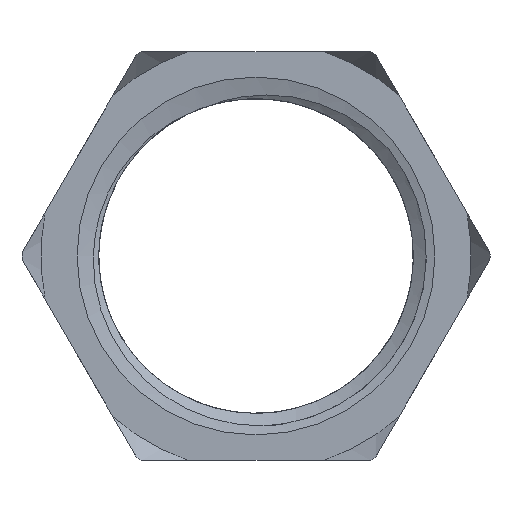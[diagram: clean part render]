
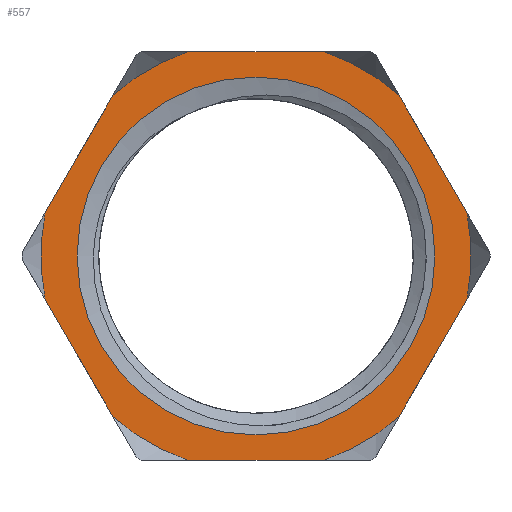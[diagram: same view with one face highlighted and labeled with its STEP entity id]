
A CAD part, left-side view. The second image highlights one B-rep face of the part: STEP entity #557.
In plain terms, the highlighted planar face has unit normal (-1, 0, 0).
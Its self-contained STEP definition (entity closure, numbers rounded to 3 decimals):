
#16=LINE('',#1331,#34);
#19=LINE('',#1354,#37);
#22=LINE('',#1377,#40);
#25=LINE('',#1400,#43);
#28=LINE('',#1423,#46);
#31=LINE('',#1446,#49);
#34=VECTOR('',#658,10.);
#37=VECTOR('',#663,10.);
#40=VECTOR('',#668,10.);
#43=VECTOR('',#673,10.);
#46=VECTOR('',#678,10.);
#49=VECTOR('',#683,10.);
#82=PLANE('',#626);
#96=FACE_BOUND('',#165,.T.);
#128=FACE_OUTER_BOUND('',#164,.T.);
#164=EDGE_LOOP('',(#494,#495,#496,#497,#498,#499,#500,#501,#502,#503,#504,
#505));
#165=EDGE_LOOP('',(#506));
#169=CIRCLE('',#570,10.511);
#189=CIRCLE('',#611,12.65);
#190=CIRCLE('',#613,12.65);
#191=CIRCLE('',#615,12.65);
#192=CIRCLE('',#617,12.65);
#193=CIRCLE('',#619,12.65);
#197=CIRCLE('',#627,12.65);
#212=VERTEX_POINT('',#810);
#223=VERTEX_POINT('',#1326);
#224=VERTEX_POINT('',#1330);
#230=VERTEX_POINT('',#1349);
#231=VERTEX_POINT('',#1353);
#237=VERTEX_POINT('',#1372);
#238=VERTEX_POINT('',#1376);
#244=VERTEX_POINT('',#1395);
#245=VERTEX_POINT('',#1399);
#251=VERTEX_POINT('',#1418);
#252=VERTEX_POINT('',#1422);
#258=VERTEX_POINT('',#1441);
#259=VERTEX_POINT('',#1445);
#266=EDGE_CURVE('',#212,#212,#169,.T.);
#282=EDGE_CURVE('',#224,#223,#16,.T.);
#289=EDGE_CURVE('',#231,#230,#19,.T.);
#296=EDGE_CURVE('',#238,#237,#22,.T.);
#303=EDGE_CURVE('',#245,#244,#25,.T.);
#310=EDGE_CURVE('',#252,#251,#28,.T.);
#317=EDGE_CURVE('',#259,#258,#31,.T.);
#336=EDGE_CURVE('',#238,#258,#189,.T.);
#337=EDGE_CURVE('',#224,#251,#190,.T.);
#338=EDGE_CURVE('',#231,#244,#191,.T.);
#339=EDGE_CURVE('',#245,#237,#192,.T.);
#340=EDGE_CURVE('',#252,#230,#193,.T.);
#344=EDGE_CURVE('',#259,#223,#197,.T.);
#494=ORIENTED_EDGE('',*,*,#282,.T.);
#495=ORIENTED_EDGE('',*,*,#344,.F.);
#496=ORIENTED_EDGE('',*,*,#317,.T.);
#497=ORIENTED_EDGE('',*,*,#336,.F.);
#498=ORIENTED_EDGE('',*,*,#296,.T.);
#499=ORIENTED_EDGE('',*,*,#339,.F.);
#500=ORIENTED_EDGE('',*,*,#303,.T.);
#501=ORIENTED_EDGE('',*,*,#338,.F.);
#502=ORIENTED_EDGE('',*,*,#289,.T.);
#503=ORIENTED_EDGE('',*,*,#340,.F.);
#504=ORIENTED_EDGE('',*,*,#310,.T.);
#505=ORIENTED_EDGE('',*,*,#337,.F.);
#506=ORIENTED_EDGE('',*,*,#266,.T.);
#557=ADVANCED_FACE('',(#128,#96),#82,.T.);
#570=AXIS2_PLACEMENT_3D('',#811,#637,#638);
#611=AXIS2_PLACEMENT_3D('',#1482,#737,#738);
#613=AXIS2_PLACEMENT_3D('',#1484,#741,#742);
#615=AXIS2_PLACEMENT_3D('',#1486,#745,#746);
#617=AXIS2_PLACEMENT_3D('',#1488,#749,#750);
#619=AXIS2_PLACEMENT_3D('',#1490,#753,#754);
#626=AXIS2_PLACEMENT_3D('',#1497,#767,#768);
#627=AXIS2_PLACEMENT_3D('',#1498,#769,#770);
#637=DIRECTION('center_axis',(1.,0.,0.));
#638=DIRECTION('ref_axis',(0.,1.,0.));
#658=DIRECTION('',(0.,1.,0.));
#663=DIRECTION('',(0.,-0.5,0.866));
#668=DIRECTION('',(0.,-0.5,-0.866));
#673=DIRECTION('',(0.,-1.,0.));
#678=DIRECTION('',(0.,0.5,0.866));
#683=DIRECTION('',(0.,0.5,-0.866));
#737=DIRECTION('center_axis',(1.,0.,0.));
#738=DIRECTION('ref_axis',(0.,0.,-1.));
#741=DIRECTION('center_axis',(1.,0.,0.));
#742=DIRECTION('ref_axis',(0.,0.,-1.));
#745=DIRECTION('center_axis',(1.,0.,0.));
#746=DIRECTION('ref_axis',(0.,0.,-1.));
#749=DIRECTION('center_axis',(1.,0.,0.));
#750=DIRECTION('ref_axis',(0.,0.,-1.));
#753=DIRECTION('center_axis',(1.,0.,0.));
#754=DIRECTION('ref_axis',(0.,0.,-1.));
#767=DIRECTION('center_axis',(-1.,0.,0.));
#768=DIRECTION('ref_axis',(0.,0.,1.));
#769=DIRECTION('center_axis',(1.,0.,0.));
#770=DIRECTION('ref_axis',(0.,0.,-1.));
#810=CARTESIAN_POINT('',(-3.67,10.511,0.));
#811=CARTESIAN_POINT('Origin',(-3.67,0.,0.));
#1326=CARTESIAN_POINT('',(-3.67,4.003,12.));
#1330=CARTESIAN_POINT('',(-3.67,-4.003,12.));
#1331=CARTESIAN_POINT('',(-3.67,9.681,12.));
#1349=CARTESIAN_POINT('',(-3.67,-12.394,-2.533));
#1353=CARTESIAN_POINT('',(-3.67,-8.391,-9.467));
#1354=CARTESIAN_POINT('',(-3.67,-10.489,-5.832));
#1372=CARTESIAN_POINT('',(-3.67,8.391,-9.467));
#1376=CARTESIAN_POINT('',(-3.67,12.394,-2.533));
#1377=CARTESIAN_POINT('',(-3.67,10.295,-6.168));
#1395=CARTESIAN_POINT('',(-3.67,-4.003,-12.));
#1399=CARTESIAN_POINT('',(-3.67,4.003,-12.));
#1400=CARTESIAN_POINT('',(-3.67,2.969,-12.));
#1418=CARTESIAN_POINT('',(-3.67,-8.391,9.467));
#1422=CARTESIAN_POINT('',(-3.67,-12.394,2.533));
#1423=CARTESIAN_POINT('',(-3.67,-7.133,11.646));
#1441=CARTESIAN_POINT('',(-3.67,12.394,2.533));
#1445=CARTESIAN_POINT('',(-3.67,8.391,9.467));
#1446=CARTESIAN_POINT('',(-3.67,13.652,0.354));
#1482=CARTESIAN_POINT('Origin',(-3.67,0.,0.));
#1484=CARTESIAN_POINT('Origin',(-3.67,0.,0.));
#1486=CARTESIAN_POINT('Origin',(-3.67,0.,0.));
#1488=CARTESIAN_POINT('Origin',(-3.67,0.,0.));
#1490=CARTESIAN_POINT('Origin',(-3.67,0.,0.));
#1497=CARTESIAN_POINT('Origin',(-3.67,12.65,0.));
#1498=CARTESIAN_POINT('Origin',(-3.67,0.,0.));
